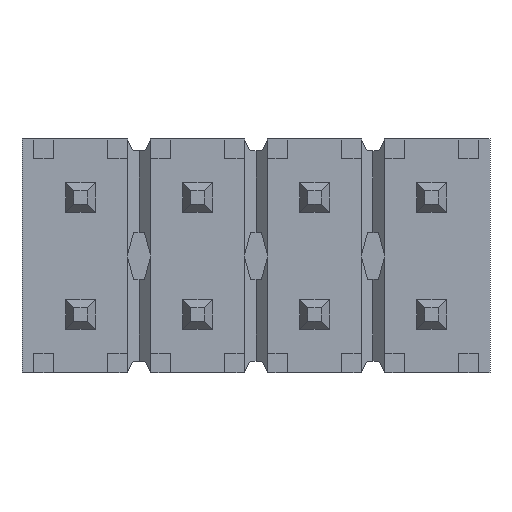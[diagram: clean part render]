
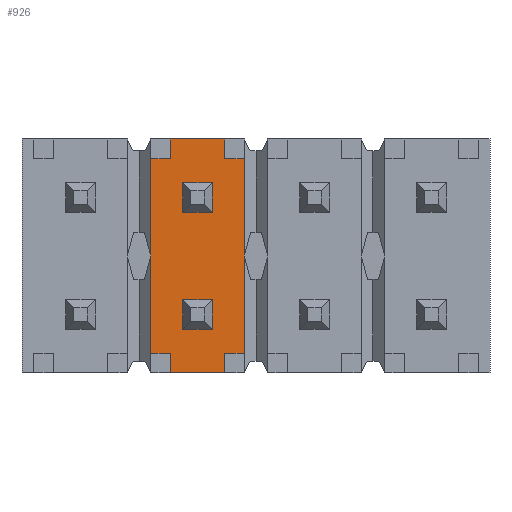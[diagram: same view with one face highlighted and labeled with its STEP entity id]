
A CAD part, front view. The second image highlights one B-rep face of the part: STEP entity #926.
In plain terms, the highlighted planar face has unit normal (0, -1, 0).
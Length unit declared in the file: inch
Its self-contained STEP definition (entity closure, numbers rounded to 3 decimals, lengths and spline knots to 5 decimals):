
#926 = ADVANCED_FACE( '', ( #1908, #1909, #1910 ), #1911, .T. );
#1908 = FACE_OUTER_BOUND( '', #2926, .T. );
#1909 = FACE_BOUND( '', #2927, .T. );
#1910 = FACE_BOUND( '', #2928, .T. );
#1911 = PLANE( '', #2929 );
#2926 = EDGE_LOOP( '', ( #5524, #5525, #5526, #5527, #5528, #5529, #5530, #5531, #5532, #5533, #5534, #5535, #5536, #5537 ) );
#2927 = EDGE_LOOP( '', ( #5538, #5539, #5540, #5541 ) );
#2928 = EDGE_LOOP( '', ( #5542, #5543, #5544, #5545 ) );
#2929 = AXIS2_PLACEMENT_3D( '', #5546, #5547, #5548 );
#5524 = ORIENTED_EDGE( '', *, *, #6632, .T. );
#5525 = ORIENTED_EDGE( '', *, *, #6605, .F. );
#5526 = ORIENTED_EDGE( '', *, *, #6798, .T. );
#5527 = ORIENTED_EDGE( '', *, *, #6417, .T. );
#5528 = ORIENTED_EDGE( '', *, *, #6703, .T. );
#5529 = ORIENTED_EDGE( '', *, *, #7059, .F. );
#5530 = ORIENTED_EDGE( '', *, *, #6705, .F. );
#5531 = ORIENTED_EDGE( '', *, *, #6995, .F. );
#5532 = ORIENTED_EDGE( '', *, *, #6767, .T. );
#5533 = ORIENTED_EDGE( '', *, *, #7060, .T. );
#5534 = ORIENTED_EDGE( '', *, *, #6700, .F. );
#5535 = ORIENTED_EDGE( '', *, *, #6639, .F. );
#5536 = ORIENTED_EDGE( '', *, *, #7038, .F. );
#5537 = ORIENTED_EDGE( '', *, *, #6959, .F. );
#5538 = ORIENTED_EDGE( '', *, *, #7027, .F. );
#5539 = ORIENTED_EDGE( '', *, *, #6808, .F. );
#5540 = ORIENTED_EDGE( '', *, *, #6023, .F. );
#5541 = ORIENTED_EDGE( '', *, *, #7061, .F. );
#5542 = ORIENTED_EDGE( '', *, *, #6265, .F. );
#5543 = ORIENTED_EDGE( '', *, *, #7062, .F. );
#5544 = ORIENTED_EDGE( '', *, *, #7063, .F. );
#5545 = ORIENTED_EDGE( '', *, *, #7064, .F. );
#5546 = CARTESIAN_POINT( '', ( -0.02688, 0.02, 0.2 ) );
#5547 = DIRECTION( '', ( 0., -1., 0. ) );
#5548 = DIRECTION( '', ( 0., 0., -1. ) );
#6023 = EDGE_CURVE( '', #7165, #7167, #7168, .T. );
#6265 = EDGE_CURVE( '', #7595, #7597, #7598, .T. );
#6417 = EDGE_CURVE( '', #7849, #7847, #7850, .T. );
#6605 = EDGE_CURVE( '', #8132, #8133, #8134, .T. );
#6632 = EDGE_CURVE( '', #8171, #8133, #8172, .T. );
#6639 = EDGE_CURVE( '', #8181, #8182, #8183, .T. );
#6700 = EDGE_CURVE( '', #8182, #8269, #8270, .T. );
#6703 = EDGE_CURVE( '', #7847, #7854, #8273, .T. );
#6705 = EDGE_CURVE( '', #8275, #7580, #8276, .T. );
#6767 = EDGE_CURVE( '', #8344, #8345, #8346, .T. );
#6798 = EDGE_CURVE( '', #8132, #7849, #8386, .T. );
#6808 = EDGE_CURVE( '', #7167, #8399, #8400, .T. );
#6959 = EDGE_CURVE( '', #8171, #8196, #8569, .T. );
#6995 = EDGE_CURVE( '', #8344, #8275, #8611, .T. );
#7027 = EDGE_CURVE( '', #8399, #8646, #8647, .T. );
#7038 = EDGE_CURVE( '', #8196, #8181, #8659, .T. );
#7059 = EDGE_CURVE( '', #7580, #7854, #8682, .T. );
#7060 = EDGE_CURVE( '', #8345, #8269, #8683, .T. );
#7061 = EDGE_CURVE( '', #8646, #7165, #8684, .T. );
#7062 = EDGE_CURVE( '', #8685, #7595, #8686, .T. );
#7063 = EDGE_CURVE( '', #8687, #8685, #8688, .T. );
#7064 = EDGE_CURVE( '', #7597, #8687, #8689, .T. );
#7165 = VERTEX_POINT( '', #8803 );
#7167 = VERTEX_POINT( '', #8806 );
#7168 = LINE( '', #8807, #8808 );
#7580 = VERTEX_POINT( '', #9417 );
#7595 = VERTEX_POINT( '', #9439 );
#7597 = VERTEX_POINT( '', #9442 );
#7598 = LINE( '', #9443, #9444 );
#7847 = VERTEX_POINT( '', #9814 );
#7849 = VERTEX_POINT( '', #9817 );
#7850 = LINE( '', #9818, #9819 );
#7854 = VERTEX_POINT( '', #9824 );
#8132 = VERTEX_POINT( '', #10247 );
#8133 = VERTEX_POINT( '', #10248 );
#8134 = LINE( '', #10249, #10250 );
#8171 = VERTEX_POINT( '', #10307 );
#8172 = LINE( '', #10308, #10309 );
#8181 = VERTEX_POINT( '', #10322 );
#8182 = VERTEX_POINT( '', #10323 );
#8183 = LINE( '', #10324, #10325 );
#8196 = VERTEX_POINT( '', #10344 );
#8269 = VERTEX_POINT( '', #10454 );
#8270 = LINE( '', #10455, #10456 );
#8273 = LINE( '', #10460, #10461 );
#8275 = VERTEX_POINT( '', #10463 );
#8276 = LINE( '', #10464, #10465 );
#8344 = VERTEX_POINT( '', #10573 );
#8345 = VERTEX_POINT( '', #10574 );
#8346 = LINE( '', #10575, #10576 );
#8386 = LINE( '', #10637, #10638 );
#8399 = VERTEX_POINT( '', #10657 );
#8400 = LINE( '', #10658, #10659 );
#8569 = LINE( '', #10923, #10924 );
#8611 = LINE( '', #10987, #10988 );
#8646 = VERTEX_POINT( '', #11038 );
#8647 = LINE( '', #11039, #11040 );
#8659 = LINE( '', #11056, #11057 );
#8682 = LINE( '', #11092, #11093 );
#8683 = LINE( '', #11094, #11095 );
#8684 = LINE( '', #11096, #11097 );
#8685 = VERTEX_POINT( '', #11098 );
#8686 = LINE( '', #11099, #11100 );
#8687 = VERTEX_POINT( '', #11101 );
#8688 = LINE( '', #11102, #11103 );
#8689 = LINE( '', #11104, #11105 );
#8803 = CARTESIAN_POINT( '', ( -0.0375, 0.02, 0.0375 ) );
#8806 = CARTESIAN_POINT( '', ( -0.0375, 0.02, 0.0625 ) );
#8807 = CARTESIAN_POINT( '', ( -0.0375, 0.02, 0.0625 ) );
#8808 = VECTOR( '', #11207, 39.37008 );
#9417 = CARTESIAN_POINT( '', ( -0.09, 0.02, 0. ) );
#9439 = CARTESIAN_POINT( '', ( -0.0625, 0.02, -0.0375 ) );
#9442 = CARTESIAN_POINT( '', ( -0.0625, 0.02, -0.0625 ) );
#9443 = CARTESIAN_POINT( '', ( -0.0625, 0.02, -0.0625 ) );
#9444 = VECTOR( '', #11413, 39.37008 );
#9814 = CARTESIAN_POINT( '', ( -0.07312, 0.02, 0.083 ) );
#9817 = CARTESIAN_POINT( '', ( -0.07312, 0.02, 0.1 ) );
#9818 = CARTESIAN_POINT( '', ( -0.07312, 0.02, 0.2 ) );
#9819 = VECTOR( '', #11536, 39.37008 );
#9824 = CARTESIAN_POINT( '', ( -0.09, 0.02, 0.083 ) );
#10247 = CARTESIAN_POINT( '', ( -0.02688, 0.02, 0.1 ) );
#10248 = CARTESIAN_POINT( '', ( -0.02688, 0.02, 0.083 ) );
#10249 = CARTESIAN_POINT( '', ( -0.02688, 0.02, 0.2 ) );
#10250 = VECTOR( '', #11683, 39.37008 );
#10307 = CARTESIAN_POINT( '', ( -0.01, 0.02, 0.083 ) );
#10308 = CARTESIAN_POINT( '', ( 0.4, 0.02, 0.083 ) );
#10309 = VECTOR( '', #11704, 39.37008 );
#10322 = CARTESIAN_POINT( '', ( -0.01, 0.02, -0.083 ) );
#10323 = CARTESIAN_POINT( '', ( -0.02688, 0.02, -0.083 ) );
#10324 = CARTESIAN_POINT( '', ( 0.4, 0.02, -0.083 ) );
#10325 = VECTOR( '', #11709, 39.37008 );
#10344 = CARTESIAN_POINT( '', ( -0.01, 0.02, 0. ) );
#10454 = CARTESIAN_POINT( '', ( -0.02688, 0.02, -0.1 ) );
#10455 = CARTESIAN_POINT( '', ( -0.02688, 0.02, 0.2 ) );
#10456 = VECTOR( '', #11753, 39.37008 );
#10460 = CARTESIAN_POINT( '', ( 0.4, 0.02, 0.083 ) );
#10461 = VECTOR( '', #11755, 39.37008 );
#10463 = CARTESIAN_POINT( '', ( -0.09, 0.02, -0.083 ) );
#10464 = CARTESIAN_POINT( '', ( -0.09, 0.02, 0.4 ) );
#10465 = VECTOR( '', #11756, 39.37008 );
#10573 = CARTESIAN_POINT( '', ( -0.07312, 0.02, -0.083 ) );
#10574 = CARTESIAN_POINT( '', ( -0.07312, 0.02, -0.1 ) );
#10575 = CARTESIAN_POINT( '', ( -0.07312, 0.02, 0.2 ) );
#10576 = VECTOR( '', #11797, 39.37008 );
#10637 = CARTESIAN_POINT( '', ( -0.2, 0.02, 0.1 ) );
#10638 = VECTOR( '', #11819, 39.37008 );
#10657 = CARTESIAN_POINT( '', ( -0.0625, 0.02, 0.0625 ) );
#10658 = CARTESIAN_POINT( '', ( -0.0625, 0.02, 0.0625 ) );
#10659 = VECTOR( '', #11826, 39.37008 );
#10923 = CARTESIAN_POINT( '', ( -0.01, 0.02, 0.4 ) );
#10924 = VECTOR( '', #11922, 39.37008 );
#10987 = CARTESIAN_POINT( '', ( 0.4, 0.02, -0.083 ) );
#10988 = VECTOR( '', #11944, 39.37008 );
#11038 = CARTESIAN_POINT( '', ( -0.0625, 0.02, 0.0375 ) );
#11039 = CARTESIAN_POINT( '', ( -0.0625, 0.02, 0.0375 ) );
#11040 = VECTOR( '', #11960, 39.37008 );
#11056 = CARTESIAN_POINT( '', ( -0.01, 0.02, 0.4 ) );
#11057 = VECTOR( '', #11965, 39.37008 );
#11092 = CARTESIAN_POINT( '', ( -0.09, 0.02, 0.4 ) );
#11093 = VECTOR( '', #11978, 39.37008 );
#11094 = CARTESIAN_POINT( '', ( 0.2, 0.02, -0.1 ) );
#11095 = VECTOR( '', #11979, 39.37008 );
#11096 = CARTESIAN_POINT( '', ( -0.0375, 0.02, 0.0375 ) );
#11097 = VECTOR( '', #11980, 39.37008 );
#11098 = CARTESIAN_POINT( '', ( -0.0375, 0.02, -0.0375 ) );
#11099 = CARTESIAN_POINT( '', ( -0.0625, 0.02, -0.0375 ) );
#11100 = VECTOR( '', #11981, 39.37008 );
#11101 = CARTESIAN_POINT( '', ( -0.0375, 0.02, -0.0625 ) );
#11102 = CARTESIAN_POINT( '', ( -0.0375, 0.02, -0.0375 ) );
#11103 = VECTOR( '', #11982, 39.37008 );
#11104 = CARTESIAN_POINT( '', ( -0.0375, 0.02, -0.0625 ) );
#11105 = VECTOR( '', #11983, 39.37008 );
#11207 = DIRECTION( '', ( 0., 0., 1. ) );
#11413 = DIRECTION( '', ( 0., 0., -1. ) );
#11536 = DIRECTION( '', ( 0., 0., -1. ) );
#11683 = DIRECTION( '', ( 0., 0., -1. ) );
#11704 = DIRECTION( '', ( -1., 0., 0. ) );
#11709 = DIRECTION( '', ( -1., 0., 0. ) );
#11753 = DIRECTION( '', ( 0., 0., -1. ) );
#11755 = DIRECTION( '', ( -1., 0., 0. ) );
#11756 = DIRECTION( '', ( 0., 0., 1. ) );
#11797 = DIRECTION( '', ( 0., 0., -1. ) );
#11819 = DIRECTION( '', ( -1., 0., 0. ) );
#11826 = DIRECTION( '', ( -1., 0., 0. ) );
#11922 = DIRECTION( '', ( 0., 0., -1. ) );
#11944 = DIRECTION( '', ( -1., 0., 0. ) );
#11960 = DIRECTION( '', ( 0., 0., -1. ) );
#11965 = DIRECTION( '', ( 0., 0., -1. ) );
#11978 = DIRECTION( '', ( 0., 0., 1. ) );
#11979 = DIRECTION( '', ( 1., 0., 0. ) );
#11980 = DIRECTION( '', ( 1., 0., 0. ) );
#11981 = DIRECTION( '', ( -1., 0., 0. ) );
#11982 = DIRECTION( '', ( 0., 0., 1. ) );
#11983 = DIRECTION( '', ( 1., 0., 0. ) );
